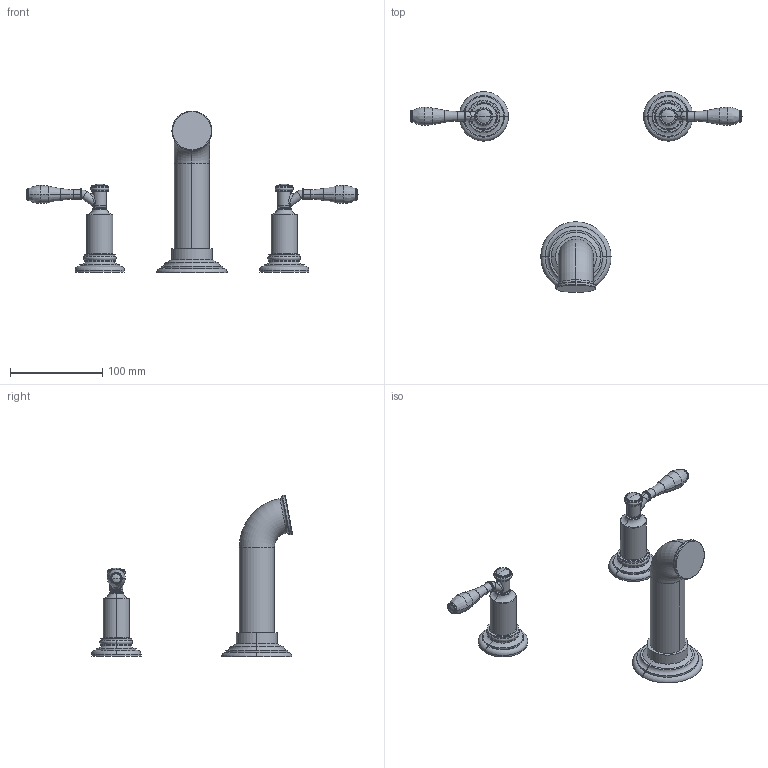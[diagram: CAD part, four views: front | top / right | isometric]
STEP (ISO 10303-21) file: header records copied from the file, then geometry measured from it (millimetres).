
FILE_DESCRIPTION((''),'2;1');
FILE_NAME('3-2555_SW0001','2020-12-02T09:29:11',('rsmith'),(''),'CREO PARAMETRIC BY PTC INC, 2018400','CREO PARAMETRIC BY PTC INC, 2018400','');
FILE_SCHEMA(('AUTOMOTIVE_DESIGN { 1 0 10303 214 1 1 1 1 }'));
Length unit declared in the file: inch
Products named in the file (1): 3-2555_SW0001
Bounding box: 360.05 x 217.79 x 175.54 mm (x, y, z)
Volume: 378524.4 mm3; surface area: 62115.3 mm2
Topology: 3 solids, 3 shells, 207 faces, 422 edges, 234 vertices
Faces by surface type: torus 86, cylinder 66, plane 25, bspline 18, sphere 8, cone 4
Entity records: 8923 total; most frequent: CARTESIAN_POINT 2163, DIRECTION 1092, ORIENTED_EDGE 828, PRESENTATION_STYLE_ASSIGNMENT 541, AXIS2_PLACEMENT_3D 511, STYLED_ITEM 417, CURVE_STYLE 414, EDGE_CURVE 414
